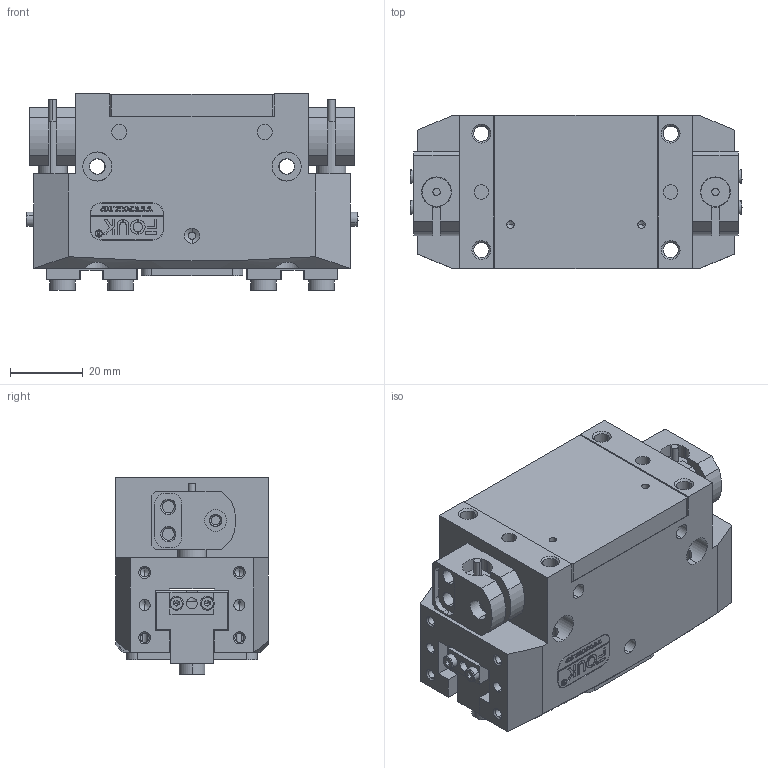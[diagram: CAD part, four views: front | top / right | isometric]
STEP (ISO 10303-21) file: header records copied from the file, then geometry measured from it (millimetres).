
FILE_DESCRIPTION (( 'STEP AP203' ), '1' );
FILE_NAME ('TR30-80.STEP', '2024-11-19T00:54:56', ( 'USER-' ), ( 'Microsoft' ), 'SwSTEP 2.0', 'SolidWorks 2018', '' );
FILE_SCHEMA (( 'CONFIG_CONTROL_DESIGN' ));
Length unit declared in the file: millimetre
Products named in the file (15): TR30-80 杅耀.sldasm-Part-14; TR30-80; TR30-80 杅耀.sldasm-Part-19; 揤輸蚾饜极; 杶种; 錨璃3^TR30-80 杅耀; TR30-80 杅耀.sldasm-Part-25; TR30-80 杅耀.sldasm-Part-11; 20x10-R3; 揤輸杅耀.sldasm-Part-9; TR30-80 杅耀.sldasm-Part-4; TR30-80 杅耀.sldasm-Part-18; TR30-80 杅耀.sldasm-Part-9; TR30-80-M-06 笢猾啣; 埴翐芛_GB_FASTENER_SCREWS_HSHCS M2X8-N
Assembly tree (19 placements, depth 3):
  TR30-80
    TR30-80 杅耀.sldasm-Part-4
    TR30-80 杅耀.sldasm-Part-9  x2
    TR30-80 杅耀.sldasm-Part-11
    TR30-80 杅耀.sldasm-Part-14
    TR30-80 杅耀.sldasm-Part-18
    TR30-80 杅耀.sldasm-Part-19
    TR30-80 杅耀.sldasm-Part-25
    杶种  x4
    20x10-R3
    揤輸蚾饜极  x2
      揤輸杅耀.sldasm-Part-9
      埴翐芛_GB_FASTENER_SCREWS_HSHCS M2X8-N
    TR30-80-M-06 笢猾啣
  錨璃3^TR30-80 杅耀
Bounding box: 91.2 x 42 x 54 mm (x, y, z)
Volume: 148773.8 mm3; surface area: 52617.9 mm2
Topology: 20 solids, 32 shells, 1215 faces, 3119 edges, 1980 vertices
Faces by surface type: plane 563, cylinder 321, cone 168, bspline 155, torus 8
Entity records: 38649 total; most frequent: CARTESIAN_POINT 12531, ORIENTED_EDGE 5230, DIRECTION 4681, EDGE_CURVE 2615, VERTEX_POINT 1703, VECTOR 1603, LINE 1603, AXIS2_PLACEMENT_3D 1539
